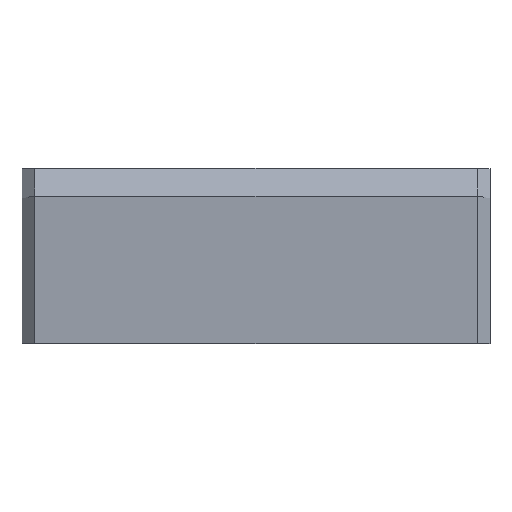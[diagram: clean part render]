
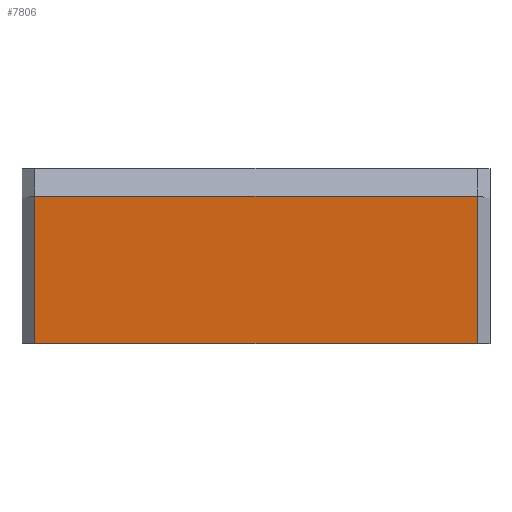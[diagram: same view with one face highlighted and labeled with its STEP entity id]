
A CAD part, top view. The second image highlights one B-rep face of the part: STEP entity #7806.
In plain terms, the highlighted planar face has unit normal (0, -0.086, 0.996).
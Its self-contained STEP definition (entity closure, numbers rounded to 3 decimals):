
#559=FACE_OUTER_BOUND('',#1071,.T.);
#1071=EDGE_LOOP('',(#7020,#7021,#7022,#7023));
#2118=LINE('',#12192,#3166);
#2119=LINE('',#12195,#3167);
#2122=LINE('',#12201,#3170);
#2123=LINE('',#12202,#3171);
#3166=VECTOR('',#10031,10.);
#3167=VECTOR('',#10034,10.);
#3170=VECTOR('',#10039,10.);
#3171=VECTOR('',#10040,10.);
#3874=VERTEX_POINT('',#12179);
#3879=VERTEX_POINT('',#12190);
#3880=VERTEX_POINT('',#12194);
#3882=VERTEX_POINT('',#12200);
#4934=EDGE_CURVE('',#3879,#3874,#2118,.T.);
#4935=EDGE_CURVE('',#3880,#3874,#2119,.T.);
#4938=EDGE_CURVE('',#3879,#3882,#2122,.T.);
#4939=EDGE_CURVE('',#3880,#3882,#2123,.T.);
#7020=ORIENTED_EDGE('',*,*,#4934,.F.);
#7021=ORIENTED_EDGE('',*,*,#4938,.T.);
#7022=ORIENTED_EDGE('',*,*,#4939,.F.);
#7023=ORIENTED_EDGE('',*,*,#4935,.T.);
#7435=PLANE('',#8224);
#7806=ADVANCED_FACE('',(#559),#7435,.F.);
#8224=AXIS2_PLACEMENT_3D('',#12199,#10037,#10038);
#10031=DIRECTION('',(0.,0.996,0.086));
#10034=DIRECTION('',(-1.,0.,0.));
#10037=DIRECTION('center_axis',(0.,0.086,-0.996));
#10038=DIRECTION('ref_axis',(0.,0.996,0.086));
#10039=DIRECTION('',(1.,0.,0.));
#10040=DIRECTION('',(0.,-0.996,-0.086));
#12179=CARTESIAN_POINT('',(4.5,85.343,15.961));
#12190=CARTESIAN_POINT('',(4.5,-6.77,8.018));
#12192=CARTESIAN_POINT('',(4.5,20.243,10.347));
#12194=CARTESIAN_POINT('',(281.25,85.343,15.961));
#12195=CARTESIAN_POINT('',(142.875,85.343,15.961));
#12199=CARTESIAN_POINT('Origin',(-1.5,-6.77,8.018));
#12200=CARTESIAN_POINT('',(281.25,-6.77,8.018));
#12201=CARTESIAN_POINT('',(287.25,-6.77,8.018));
#12202=CARTESIAN_POINT('',(281.25,20.243,10.347));
